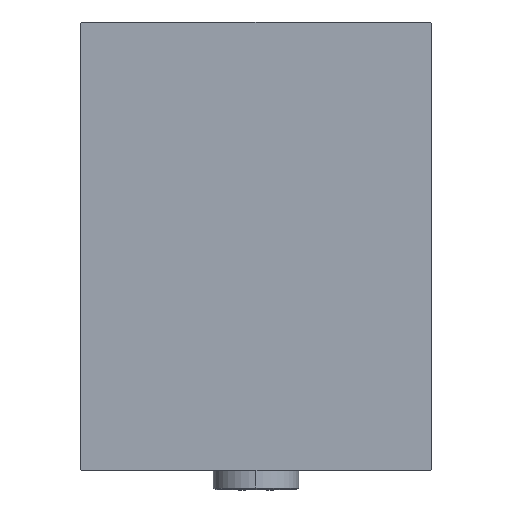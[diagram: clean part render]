
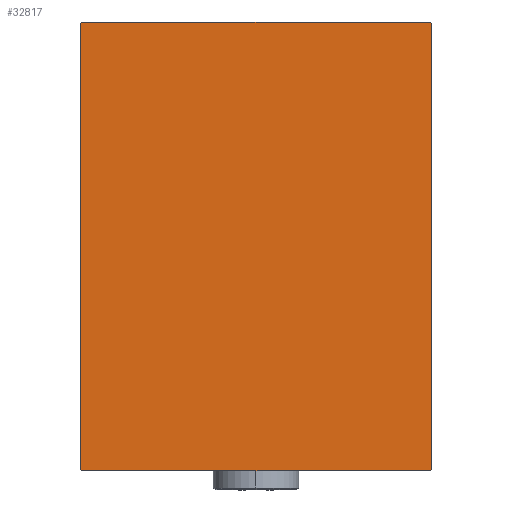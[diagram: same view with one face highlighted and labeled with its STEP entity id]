
A CAD part, left-side view. The second image highlights one B-rep face of the part: STEP entity #32817.
In plain terms, the highlighted face is planar.
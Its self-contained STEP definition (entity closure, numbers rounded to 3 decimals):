
#964 = EDGE_CURVE ( 'NONE', #18276, #14498, #41389, .T. ) ;
#1050 = VECTOR ( 'NONE', #1780, 1000. ) ;
#1780 = DIRECTION ( 'NONE',  ( 0., 0., -1. ) ) ;
#2922 = DIRECTION ( 'NONE',  ( 0., 0.707, 0.707 ) ) ;
#3777 = CARTESIAN_POINT ( 'NONE',  ( 158., -51.1, -51.1 ) ) ;
#4077 = VECTOR ( 'NONE', #26246, 1000. ) ;
#4974 = ORIENTED_EDGE ( 'NONE', *, *, #34766, .T. ) ;
#5248 = VECTOR ( 'NONE', #33959, 1000. ) ;
#5304 = CARTESIAN_POINT ( 'NONE',  ( 158., 0., 0. ) ) ;
#6036 = VERTEX_POINT ( 'NONE', #21885 ) ;
#6292 = ORIENTED_EDGE ( 'NONE', *, *, #11036, .T. ) ;
#6779 = VERTEX_POINT ( 'NONE', #24012 ) ;
#6945 = CARTESIAN_POINT ( 'NONE',  ( 158., 45., 57.5 ) ) ;
#7689 = VERTEX_POINT ( 'NONE', #30496 ) ;
#8941 = LINE ( 'NONE', #39037, #27826 ) ;
#9773 = ORIENTED_EDGE ( 'NONE', *, *, #30019, .T. ) ;
#10048 = EDGE_CURVE ( 'NONE', #26257, #22293, #8941, .T. ) ;
#10626 = ORIENTED_EDGE ( 'NONE', *, *, #964, .T. ) ;
#11036 = EDGE_CURVE ( 'NONE', #16215, #7689, #37276, .T. ) ;
#13110 = CARTESIAN_POINT ( 'NONE',  ( 158., 51.1, -51.1 ) ) ;
#13924 = ORIENTED_EDGE ( 'NONE', *, *, #42693, .T. ) ;
#14056 = EDGE_LOOP ( 'NONE', ( #9773, #34151, #19799, #4974, #6292, #13924, #23133, #10626 ) ) ;
#14417 = VECTOR ( 'NONE', #2922, 1000. ) ;
#14498 = VERTEX_POINT ( 'NONE', #17923 ) ;
#15241 = AXIS2_PLACEMENT_3D ( 'NONE', #5304, #31889, #18837 ) ;
#16215 = VERTEX_POINT ( 'NONE', #39485 ) ;
#17923 = CARTESIAN_POINT ( 'NONE',  ( 158., -44.7, -57.5 ) ) ;
#18276 = VERTEX_POINT ( 'NONE', #31957 ) ;
#18837 = DIRECTION ( 'NONE',  ( 0., 0., -1. ) ) ;
#18848 = LINE ( 'NONE', #28799, #1050 ) ;
#19799 = ORIENTED_EDGE ( 'NONE', *, *, #10048, .T. ) ;
#20286 = VECTOR ( 'NONE', #21196, 1000. ) ;
#20696 = CARTESIAN_POINT ( 'NONE',  ( 158., -45., -57.5 ) ) ;
#21196 = DIRECTION ( 'NONE',  ( 0., -0.707, 0.707 ) ) ;
#21268 = DIRECTION ( 'NONE',  ( 0., 0.707, -0.707 ) ) ;
#21532 = VECTOR ( 'NONE', #30654, 1000. ) ;
#21885 = CARTESIAN_POINT ( 'NONE',  ( 158., 44.7, -57.5 ) ) ;
#22293 = VERTEX_POINT ( 'NONE', #38269 ) ;
#23133 = ORIENTED_EDGE ( 'NONE', *, *, #29651, .T. ) ;
#23482 = VECTOR ( 'NONE', #21268, 1000. ) ;
#24012 = CARTESIAN_POINT ( 'NONE',  ( 158., -45., 57.2 ) ) ;
#26246 = DIRECTION ( 'NONE',  ( 0., -0.707, -0.707 ) ) ;
#26257 = VERTEX_POINT ( 'NONE', #42866 ) ;
#27714 = EDGE_CURVE ( 'NONE', #6036, #26257, #43644, .T. ) ;
#27826 = VECTOR ( 'NONE', #42370, 1000. ) ;
#28799 = CARTESIAN_POINT ( 'NONE',  ( 158., -45., 57.5 ) ) ;
#29582 = CARTESIAN_POINT ( 'NONE',  ( 158., -51.1, 51.1 ) ) ;
#29651 = EDGE_CURVE ( 'NONE', #6779, #18276, #18848, .T. ) ;
#30019 = EDGE_CURVE ( 'NONE', #14498, #6036, #31091, .T. ) ;
#30496 = CARTESIAN_POINT ( 'NONE',  ( 158., -44.7, 57.5 ) ) ;
#30654 = DIRECTION ( 'NONE',  ( 0., 1., 0. ) ) ;
#30943 = CARTESIAN_POINT ( 'NONE',  ( 158., 51.1, 51.1 ) ) ;
#31091 = LINE ( 'NONE', #20696, #21532 ) ;
#31889 = DIRECTION ( 'NONE',  ( 1., 0., 0. ) ) ;
#31957 = CARTESIAN_POINT ( 'NONE',  ( 158., -45., -57.2 ) ) ;
#32101 = FACE_OUTER_BOUND ( 'NONE', #14056, .T. ) ;
#32817 = ADVANCED_FACE ( 'NONE', ( #32101 ), #35218, .T. ) ;
#33959 = DIRECTION ( 'NONE',  ( 0., -1., 0. ) ) ;
#34151 = ORIENTED_EDGE ( 'NONE', *, *, #27714, .T. ) ;
#34766 = EDGE_CURVE ( 'NONE', #22293, #16215, #38008, .T. ) ;
#35218 = PLANE ( 'NONE',  #15241 ) ;
#37276 = LINE ( 'NONE', #6945, #5248 ) ;
#38008 = LINE ( 'NONE', #30943, #20286 ) ;
#38269 = CARTESIAN_POINT ( 'NONE',  ( 158., 45., 57.2 ) ) ;
#39037 = CARTESIAN_POINT ( 'NONE',  ( 158., 45., -57.5 ) ) ;
#39485 = CARTESIAN_POINT ( 'NONE',  ( 158., 44.7, 57.5 ) ) ;
#41389 = LINE ( 'NONE', #3777, #23482 ) ;
#42370 = DIRECTION ( 'NONE',  ( 0., 0., 1. ) ) ;
#42693 = EDGE_CURVE ( 'NONE', #7689, #6779, #43064, .T. ) ;
#42866 = CARTESIAN_POINT ( 'NONE',  ( 158., 45., -57.2 ) ) ;
#43064 = LINE ( 'NONE', #29582, #4077 ) ;
#43644 = LINE ( 'NONE', #13110, #14417 ) ;
